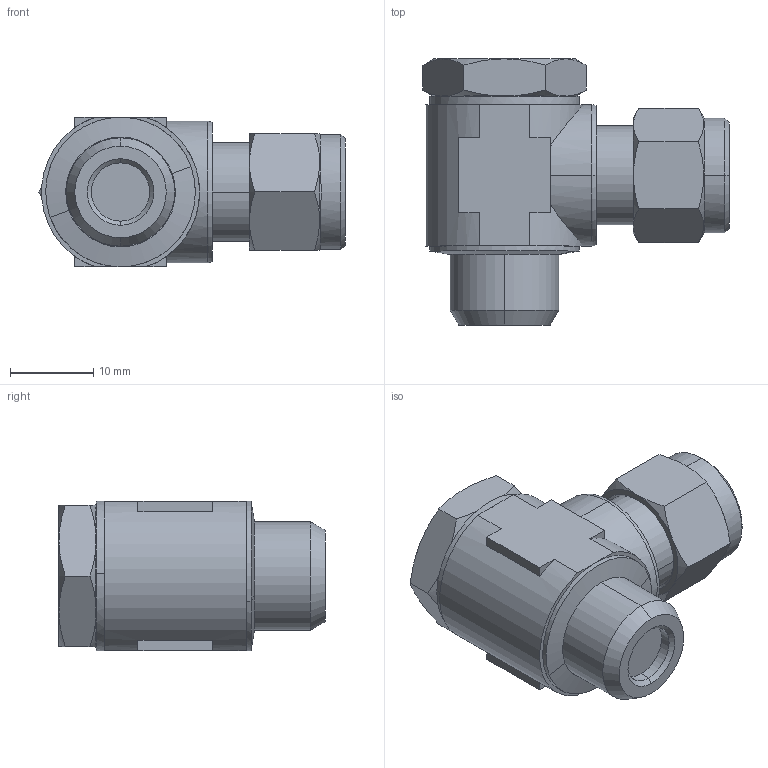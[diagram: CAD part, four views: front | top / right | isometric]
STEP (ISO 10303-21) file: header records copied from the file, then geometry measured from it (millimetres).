
FILE_DESCRIPTION (( 'STEP AP214' ), '1' );
FILE_NAME ('1055000005.step', '2013-02-25T17:18:16', ( '' ), ( '' ), 'SwSTEP 2.0', 'SolidWorks 2012', '' );
FILE_SCHEMA (( 'AUTOMOTIVE_DESIGN' ));
Length unit declared in the file: millimetre
Products named in the file (1): 1055000005
Bounding box: 36.81 x 32 x 18 mm (x, y, z)
Volume: 10310.9 mm3; surface area: 3400.8 mm2
Topology: 1 solids, 1 shells, 98 faces, 237 edges, 146 vertices
Faces by surface type: plane 38, cone 35, cylinder 23, torus 2
Entity records: 4202 total; most frequent: CARTESIAN_POINT 838, ORIENTED_EDGE 474, DIRECTION 472, EDGE_CURVE 237, AXIS2_PLACEMENT_3D 192, VERTEX_POINT 146, EDGE_LOOP 103, UNCERTAINTY_MEASURE_WITH_UNIT 101
